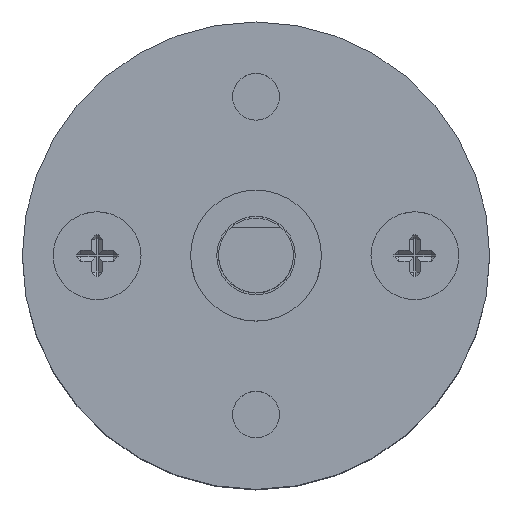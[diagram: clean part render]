
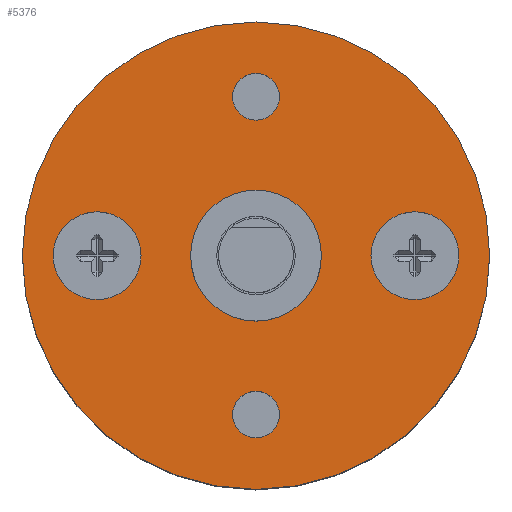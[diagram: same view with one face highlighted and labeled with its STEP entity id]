
A CAD part, top view. The second image highlights one B-rep face of the part: STEP entity #5376.
In plain terms, the highlighted planar face has unit normal (0, 0, 1).
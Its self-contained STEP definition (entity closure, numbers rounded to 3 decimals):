
#123 = VERTEX_POINT ( 'NONE', #14364 ) ;
#1832 = EDGE_LOOP ( 'NONE', ( #3735 ) ) ;
#2807 = EDGE_CURVE ( 'NONE', #12500, #12500, #8739, .T. ) ;
#2916 = EDGE_LOOP ( 'NONE', ( #8432 ) ) ;
#3041 = CARTESIAN_POINT ( 'NONE',  ( 0., 0., 0. ) ) ;
#3178 = EDGE_CURVE ( 'NONE', #3685, #3685, #25352, .T. ) ;
#3234 = CARTESIAN_POINT ( 'NONE',  ( 0., 0., 0. ) ) ;
#3268 = EDGE_LOOP ( 'NONE', ( #20364 ) ) ;
#3347 = CIRCLE ( 'NONE', #21399, 2.35 ) ;
#3407 = DIRECTION ( 'NONE',  ( 0., 0., -1. ) ) ;
#3685 = VERTEX_POINT ( 'NONE', #24806 ) ;
#3735 = ORIENTED_EDGE ( 'NONE', *, *, #11053, .T. ) ;
#3789 = DIRECTION ( 'NONE',  ( 0., 0., 1. ) ) ;
#4169 = EDGE_CURVE ( 'NONE', #123, #123, #3347, .T. ) ;
#4489 = DIRECTION ( 'NONE',  ( 0., 0., -1. ) ) ;
#4653 = AXIS2_PLACEMENT_3D ( 'NONE', #20225, #7497, #21877 ) ;
#5376 = ADVANCED_FACE ( 'NONE', ( #21917, #6230, #12729, #20980, #17023, #22243 ), #22250, .F. ) ;
#5884 = CARTESIAN_POINT ( 'NONE',  ( 1.25, 8.5, 0. ) ) ;
#6169 = CARTESIAN_POINT ( 'NONE',  ( -10.85, 0., 0. ) ) ;
#6230 = FACE_BOUND ( 'NONE', #10189, .T. ) ;
#6261 = EDGE_LOOP ( 'NONE', ( #20802 ) ) ;
#7104 = CARTESIAN_POINT ( 'NONE',  ( 0., -8.5, 0. ) ) ;
#7497 = DIRECTION ( 'NONE',  ( 0., 0., 1. ) ) ;
#8210 = AXIS2_PLACEMENT_3D ( 'NONE', #13721, #19990, #20163 ) ;
#8432 = ORIENTED_EDGE ( 'NONE', *, *, #18210, .F. ) ;
#8438 = AXIS2_PLACEMENT_3D ( 'NONE', #3234, #3407, #17873 ) ;
#8617 = VERTEX_POINT ( 'NONE', #6169 ) ;
#8739 = CIRCLE ( 'NONE', #25015, 3.5 ) ;
#8784 = CIRCLE ( 'NONE', #8210, 2.35 ) ;
#10111 = CARTESIAN_POINT ( 'NONE',  ( 8.5, 0., 0. ) ) ;
#10127 = ORIENTED_EDGE ( 'NONE', *, *, #2807, .F. ) ;
#10189 = EDGE_LOOP ( 'NONE', ( #19598 ) ) ;
#10433 = EDGE_LOOP ( 'NONE', ( #10127 ) ) ;
#11053 = EDGE_CURVE ( 'NONE', #8617, #8617, #8784, .T. ) ;
#11382 = DIRECTION ( 'NONE',  ( 1., 0., 0. ) ) ;
#12500 = VERTEX_POINT ( 'NONE', #18605 ) ;
#12568 = CARTESIAN_POINT ( 'NONE',  ( 0., 0., 0. ) ) ;
#12729 = FACE_BOUND ( 'NONE', #3268, .T. ) ;
#13433 = DIRECTION ( 'NONE',  ( 0., 0., 1. ) ) ;
#13721 = CARTESIAN_POINT ( 'NONE',  ( -8.5, 0., 0. ) ) ;
#14364 = CARTESIAN_POINT ( 'NONE',  ( 10.85, 0., 0. ) ) ;
#14463 = CARTESIAN_POINT ( 'NONE',  ( -12.5, 0., 0. ) ) ;
#16609 = EDGE_CURVE ( 'NONE', #26607, #26607, #26234, .T. ) ;
#17023 = FACE_BOUND ( 'NONE', #10433, .T. ) ;
#17490 = CIRCLE ( 'NONE', #25347, 12.5 ) ;
#17873 = DIRECTION ( 'NONE',  ( -1., 0., 0. ) ) ;
#18210 = EDGE_CURVE ( 'NONE', #20390, #20390, #17490, .T. ) ;
#18605 = CARTESIAN_POINT ( 'NONE',  ( -3.5, 0., 0. ) ) ;
#18740 = AXIS2_PLACEMENT_3D ( 'NONE', #7104, #21742, #11382 ) ;
#19598 = ORIENTED_EDGE ( 'NONE', *, *, #3178, .F. ) ;
#19990 = DIRECTION ( 'NONE',  ( 0., 0., -1. ) ) ;
#20163 = DIRECTION ( 'NONE',  ( -1., 0., 0. ) ) ;
#20225 = CARTESIAN_POINT ( 'NONE',  ( 0., 8.5, 0. ) ) ;
#20364 = ORIENTED_EDGE ( 'NONE', *, *, #16609, .F. ) ;
#20390 = VERTEX_POINT ( 'NONE', #14463 ) ;
#20802 = ORIENTED_EDGE ( 'NONE', *, *, #4169, .F. ) ;
#20957 = DIRECTION ( 'NONE',  ( -1., 0., 0. ) ) ;
#20980 = FACE_OUTER_BOUND ( 'NONE', #2916, .T. ) ;
#21399 = AXIS2_PLACEMENT_3D ( 'NONE', #10111, #3789, #24713 ) ;
#21742 = DIRECTION ( 'NONE',  ( 0., 0., 1. ) ) ;
#21789 = DIRECTION ( 'NONE',  ( -1., 0., 0. ) ) ;
#21877 = DIRECTION ( 'NONE',  ( 1., 0., 0. ) ) ;
#21917 = FACE_BOUND ( 'NONE', #6261, .T. ) ;
#22243 = FACE_BOUND ( 'NONE', #1832, .T. ) ;
#22250 = PLANE ( 'NONE',  #8438 ) ;
#24713 = DIRECTION ( 'NONE',  ( 1., 0., 0. ) ) ;
#24806 = CARTESIAN_POINT ( 'NONE',  ( 1.25, -8.5, 0. ) ) ;
#25015 = AXIS2_PLACEMENT_3D ( 'NONE', #3041, #13433, #21789 ) ;
#25347 = AXIS2_PLACEMENT_3D ( 'NONE', #12568, #4489, #20957 ) ;
#25352 = CIRCLE ( 'NONE', #18740, 1.25 ) ;
#26234 = CIRCLE ( 'NONE', #4653, 1.25 ) ;
#26607 = VERTEX_POINT ( 'NONE', #5884 ) ;
